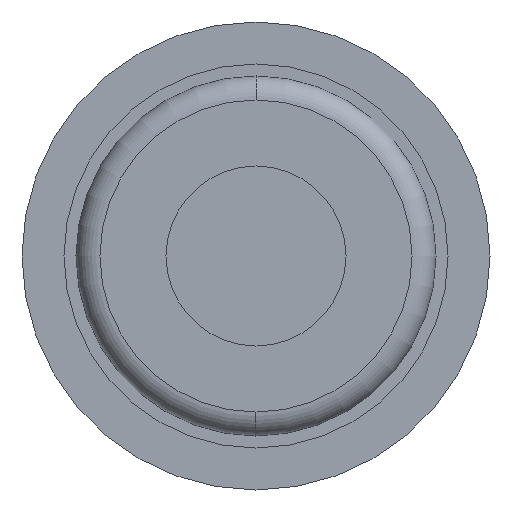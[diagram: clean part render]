
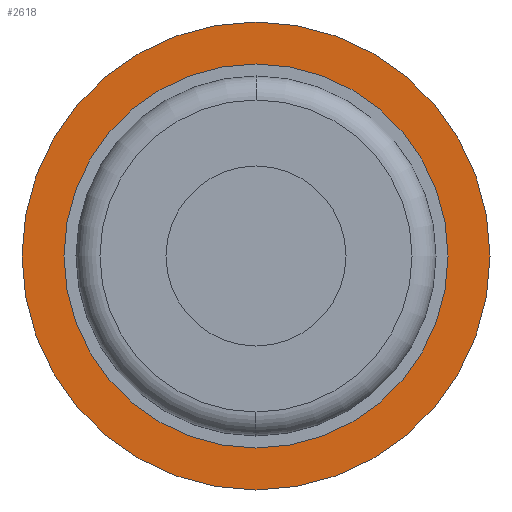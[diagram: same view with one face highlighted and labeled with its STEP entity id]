
A CAD part, front view. The second image highlights one B-rep face of the part: STEP entity #2618.
In plain terms, the highlighted planar face has unit normal (0, -1, 0).
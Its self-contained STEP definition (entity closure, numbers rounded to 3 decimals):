
#66 = CIRCLE ( 'NONE', #863, 16. ) ;
#76 = AXIS2_PLACEMENT_3D ( 'NONE', #1545, #847, #1289 ) ;
#93 = ORIENTED_EDGE ( 'NONE', *, *, #764, .T. ) ;
#99 = AXIS2_PLACEMENT_3D ( 'NONE', #1343, #2808, #1361 ) ;
#110 = DIRECTION ( 'NONE',  ( 0., 0., 1. ) ) ;
#179 = PLANE ( 'NONE',  #76 ) ;
#243 = VERTEX_POINT ( 'NONE', #931 ) ;
#388 = EDGE_CURVE ( 'NONE', #2163, #1464, #498, .T. ) ;
#407 = CARTESIAN_POINT ( 'NONE',  ( 0., 0., -16. ) ) ;
#498 = CIRCLE ( 'NONE', #99, 16. ) ;
#600 = FACE_OUTER_BOUND ( 'NONE', #970, .T. ) ;
#764 = EDGE_CURVE ( 'NONE', #243, #2503, #2722, .T. ) ;
#847 = DIRECTION ( 'NONE',  ( 0., -1., 0. ) ) ;
#863 = AXIS2_PLACEMENT_3D ( 'NONE', #2032, #2804, #1066 ) ;
#875 = EDGE_CURVE ( 'NONE', #2503, #243, #1557, .T. ) ;
#885 = EDGE_CURVE ( 'NONE', #1464, #2163, #66, .T. ) ;
#931 = CARTESIAN_POINT ( 'NONE',  ( 0., 0., -19.5 ) ) ;
#970 = EDGE_LOOP ( 'NONE', ( #1412, #93 ) ) ;
#1005 = CARTESIAN_POINT ( 'NONE',  ( 0., 0., 19.5 ) ) ;
#1011 = AXIS2_PLACEMENT_3D ( 'NONE', #3032, #2492, #110 ) ;
#1066 = DIRECTION ( 'NONE',  ( 0., 0., -1. ) ) ;
#1239 = ORIENTED_EDGE ( 'NONE', *, *, #388, .F. ) ;
#1289 = DIRECTION ( 'NONE',  ( 1., 0., 0. ) ) ;
#1343 = CARTESIAN_POINT ( 'NONE',  ( 0., 0., 0. ) ) ;
#1361 = DIRECTION ( 'NONE',  ( 0., 0., -1. ) ) ;
#1404 = AXIS2_PLACEMENT_3D ( 'NONE', #2252, #2305, #1841 ) ;
#1412 = ORIENTED_EDGE ( 'NONE', *, *, #875, .T. ) ;
#1453 = ORIENTED_EDGE ( 'NONE', *, *, #885, .F. ) ;
#1464 = VERTEX_POINT ( 'NONE', #407 ) ;
#1521 = CARTESIAN_POINT ( 'NONE',  ( 0., 0., 16. ) ) ;
#1545 = CARTESIAN_POINT ( 'NONE',  ( -19.862, 0., -19.5 ) ) ;
#1557 = CIRCLE ( 'NONE', #1404, 19.5 ) ;
#1841 = DIRECTION ( 'NONE',  ( 0., 0., 1. ) ) ;
#2032 = CARTESIAN_POINT ( 'NONE',  ( 0., 0., 0. ) ) ;
#2163 = VERTEX_POINT ( 'NONE', #1521 ) ;
#2252 = CARTESIAN_POINT ( 'NONE',  ( 0., 0., 0. ) ) ;
#2305 = DIRECTION ( 'NONE',  ( 0., -1., 0. ) ) ;
#2355 = EDGE_LOOP ( 'NONE', ( #1239, #1453 ) ) ;
#2492 = DIRECTION ( 'NONE',  ( 0., -1., 0. ) ) ;
#2503 = VERTEX_POINT ( 'NONE', #1005 ) ;
#2618 = ADVANCED_FACE ( 'NONE', ( #600, #3049 ), #179, .T. ) ;
#2722 = CIRCLE ( 'NONE', #1011, 19.5 ) ;
#2804 = DIRECTION ( 'NONE',  ( 0., -1., 0. ) ) ;
#2808 = DIRECTION ( 'NONE',  ( 0., -1., 0. ) ) ;
#3032 = CARTESIAN_POINT ( 'NONE',  ( 0., 0., 0. ) ) ;
#3049 = FACE_BOUND ( 'NONE', #2355, .T. ) ;
